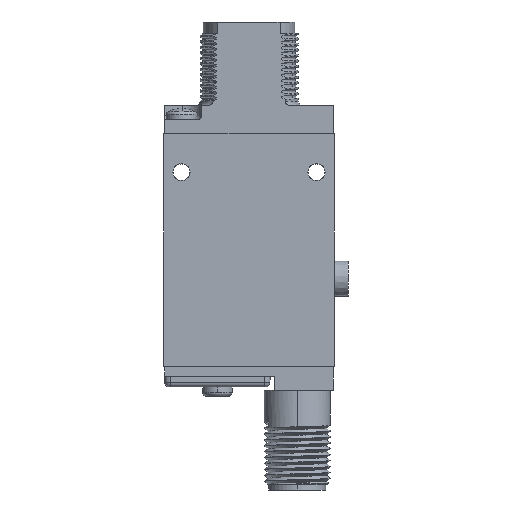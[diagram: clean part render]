
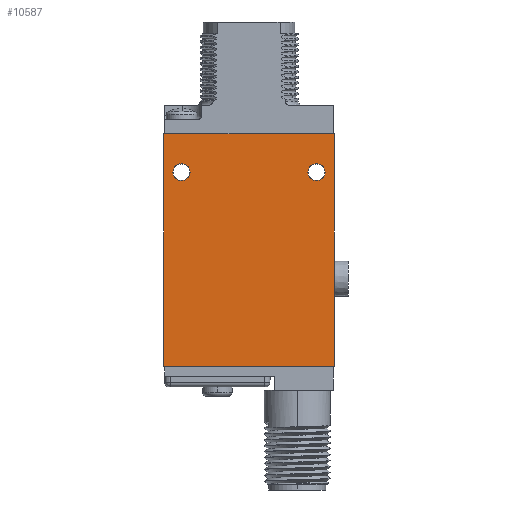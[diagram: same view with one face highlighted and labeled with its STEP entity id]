
A CAD part, left-side view. The second image highlights one B-rep face of the part: STEP entity #10587.
In plain terms, the highlighted planar face has unit normal (-1, 0, 0).
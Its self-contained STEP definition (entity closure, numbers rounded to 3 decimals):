
#1=DIRECTION('',(0.,-1.,0.));
#2=VECTOR('',#1,0.076);
#3=CARTESIAN_POINT('',(-6.02,-15.291,0.));
#4=LINE('',#3,#2);
#5=DIRECTION('',(0.,0.,-1.));
#6=VECTOR('',#5,42.164);
#7=CARTESIAN_POINT('',(-6.02,-15.367,0.));
#8=LINE('',#7,#6);
#9=DIRECTION('',(0.,1.,0.));
#10=VECTOR('',#9,30.785);
#11=CARTESIAN_POINT('',(-6.02,-15.367,-42.164));
#12=LINE('',#11,#10);
#13=DIRECTION('',(0.,0.,1.));
#14=VECTOR('',#13,42.164);
#15=CARTESIAN_POINT('',(-6.02,15.418,-42.164));
#16=LINE('',#15,#14);
#17=DIRECTION('',(0.,-1.,0.));
#18=VECTOR('',#17,0.127);
#19=CARTESIAN_POINT('',(-6.02,15.418,0.));
#20=LINE('',#19,#18);
#21=DIRECTION('',(0.,1.,0.));
#22=VECTOR('',#21,30.582);
#23=CARTESIAN_POINT('',(-6.02,-15.291,0.));
#24=LINE('',#23,#22);
#25=CARTESIAN_POINT('',(-6.02,12.243,-6.985));
#26=DIRECTION('',(1.,0.,0.));
#27=DIRECTION('',(0.,0.,-1.));
#28=AXIS2_PLACEMENT_3D('',#25,#26,#27);
#30=CARTESIAN_POINT('',(-6.02,12.243,-6.985));
#31=DIRECTION('',(1.,0.,0.));
#32=DIRECTION('',(0.,0.,1.));
#33=AXIS2_PLACEMENT_3D('',#30,#31,#32);
#35=CARTESIAN_POINT('',(-6.02,-12.192,-6.985));
#36=DIRECTION('',(1.,0.,0.));
#37=DIRECTION('',(0.,0.,-1.));
#38=AXIS2_PLACEMENT_3D('',#35,#36,#37);
#40=CARTESIAN_POINT('',(-6.02,-12.192,-6.985));
#41=DIRECTION('',(1.,0.,0.));
#42=DIRECTION('',(0.,0.,1.));
#43=AXIS2_PLACEMENT_3D('',#40,#41,#42);
#9631=CARTESIAN_POINT('',(-6.02,-15.367,0.));
#9632=CARTESIAN_POINT('',(-6.02,-15.367,-42.164));
#9633=VERTEX_POINT('',#9631);
#9634=VERTEX_POINT('',#9632);
#9635=CARTESIAN_POINT('',(-6.02,15.418,-42.164));
#9636=VERTEX_POINT('',#9635);
#9637=CARTESIAN_POINT('',(-6.02,15.418,0.));
#9638=VERTEX_POINT('',#9637);
#9647=CARTESIAN_POINT('',(-6.02,12.243,-8.535));
#9648=CARTESIAN_POINT('',(-6.02,12.243,-5.435));
#9649=VERTEX_POINT('',#9647);
#9650=VERTEX_POINT('',#9648);
#9651=CARTESIAN_POINT('',(-6.02,-12.192,-8.535));
#9652=CARTESIAN_POINT('',(-6.02,-12.192,-5.435));
#9653=VERTEX_POINT('',#9651);
#9654=VERTEX_POINT('',#9652);
#10108=CARTESIAN_POINT('',(-6.02,-15.291,0.));
#10109=CARTESIAN_POINT('',(-6.02,15.291,0.));
#10110=VERTEX_POINT('',#10108);
#10111=VERTEX_POINT('',#10109);
#10556=CARTESIAN_POINT('',(-6.02,-15.367,0.));
#10557=DIRECTION('',(1.,0.,0.));
#10558=DIRECTION('',(0.,0.,-1.));
#10559=AXIS2_PLACEMENT_3D('',#10556,#10557,#10558);
#10560=PLANE('',#10559);
#10562=ORIENTED_EDGE('',*,*,#10561,.T.);
#10564=ORIENTED_EDGE('',*,*,#10563,.T.);
#10566=ORIENTED_EDGE('',*,*,#10565,.T.);
#10568=ORIENTED_EDGE('',*,*,#10567,.T.);
#10570=ORIENTED_EDGE('',*,*,#10569,.T.);
#10572=ORIENTED_EDGE('',*,*,#10571,.F.);
#10573=EDGE_LOOP('',(#10562,#10564,#10566,#10568,#10570,#10572));
#10574=FACE_OUTER_BOUND('',#10573,.F.);
#10576=ORIENTED_EDGE('',*,*,#10575,.F.);
#10578=ORIENTED_EDGE('',*,*,#10577,.F.);
#10579=EDGE_LOOP('',(#10576,#10578));
#10580=FACE_BOUND('',#10579,.F.);
#10582=ORIENTED_EDGE('',*,*,#10581,.F.);
#10584=ORIENTED_EDGE('',*,*,#10583,.F.);
#10585=EDGE_LOOP('',(#10582,#10584));
#10586=FACE_BOUND('',#10585,.F.);
#10587=ADVANCED_FACE('',(#10574,#10580,#10586),#10560,.F.);
#29=CIRCLE('',#28,1.55);
#34=CIRCLE('',#33,1.55);
#39=CIRCLE('',#38,1.55);
#44=CIRCLE('',#43,1.55);
#10561=EDGE_CURVE('',#10110,#9633,#4,.T.);
#10563=EDGE_CURVE('',#9633,#9634,#8,.T.);
#10565=EDGE_CURVE('',#9634,#9636,#12,.T.);
#10567=EDGE_CURVE('',#9636,#9638,#16,.T.);
#10569=EDGE_CURVE('',#9638,#10111,#20,.T.);
#10571=EDGE_CURVE('',#10110,#10111,#24,.T.);
#10575=EDGE_CURVE('',#9649,#9650,#29,.T.);
#10577=EDGE_CURVE('',#9650,#9649,#34,.T.);
#10581=EDGE_CURVE('',#9653,#9654,#39,.T.);
#10583=EDGE_CURVE('',#9654,#9653,#44,.T.);
